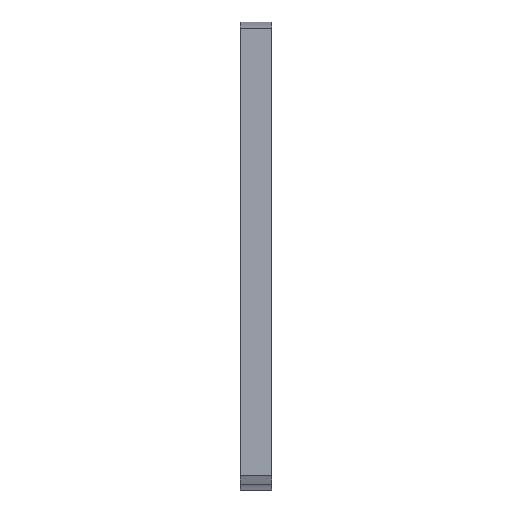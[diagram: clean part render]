
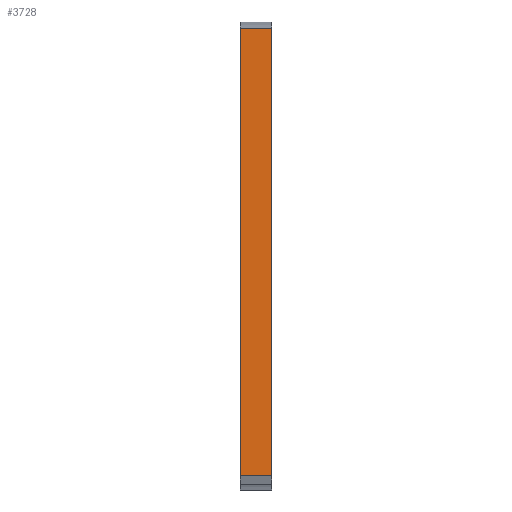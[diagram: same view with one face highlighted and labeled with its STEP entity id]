
A CAD part, left-side view. The second image highlights one B-rep face of the part: STEP entity #3728.
In plain terms, the highlighted planar face has unit normal (-1, 0, 0).
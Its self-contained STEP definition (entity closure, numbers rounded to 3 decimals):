
#24 = CARTESIAN_POINT ( 'NONE',  ( -10.216, 0.3, -0.683 ) ) ;
#29 = AXIS2_PLACEMENT_3D ( 'NONE', #1982, #1954, #3500 ) ;
#153 = CARTESIAN_POINT ( 'NONE',  ( -10.216, 0., -0.683 ) ) ;
#182 = DIRECTION ( 'NONE',  ( 0., -1., 0. ) ) ;
#306 = LINE ( 'NONE', #2702, #2652 ) ;
#406 = LINE ( 'NONE', #3395, #698 ) ;
#614 = ORIENTED_EDGE ( 'NONE', *, *, #724, .T. ) ;
#698 = VECTOR ( 'NONE', #2469, 1000. ) ;
#724 = EDGE_CURVE ( 'NONE', #3608, #2963, #2812, .T. ) ;
#766 = EDGE_LOOP ( 'NONE', ( #1543, #2064, #3756, #614 ) ) ;
#878 = DIRECTION ( 'NONE',  ( 0., 0., 1. ) ) ;
#1184 = CARTESIAN_POINT ( 'NONE',  ( -10.215, 0.3, 3.578 ) ) ;
#1263 = DIRECTION ( 'NONE',  ( 0., 0., 1. ) ) ;
#1424 = FACE_OUTER_BOUND ( 'NONE', #766, .T. ) ;
#1495 = CARTESIAN_POINT ( 'NONE',  ( -10.215, 0., 3.578 ) ) ;
#1536 = CARTESIAN_POINT ( 'NONE',  ( -10.216, 0., -0.683 ) ) ;
#1543 = ORIENTED_EDGE ( 'NONE', *, *, #3584, .T. ) ;
#1659 = LINE ( 'NONE', #1536, #3932 ) ;
#1954 = DIRECTION ( 'NONE',  ( 1., 0., 0. ) ) ;
#1982 = CARTESIAN_POINT ( 'NONE',  ( -10.216, 0.3, -0.683 ) ) ;
#2064 = ORIENTED_EDGE ( 'NONE', *, *, #2381, .F. ) ;
#2381 = EDGE_CURVE ( 'NONE', #3484, #3437, #406, .T. ) ;
#2469 = DIRECTION ( 'NONE',  ( 0., -1., 0. ) ) ;
#2652 = VECTOR ( 'NONE', #878, 1000. ) ;
#2702 = CARTESIAN_POINT ( 'NONE',  ( -10.216, 0.3, -0.683 ) ) ;
#2812 = LINE ( 'NONE', #2917, #3895 ) ;
#2853 = PLANE ( 'NONE',  #29 ) ;
#2917 = CARTESIAN_POINT ( 'NONE',  ( -10.216, 0.3, -0.683 ) ) ;
#2963 = VERTEX_POINT ( 'NONE', #153 ) ;
#3395 = CARTESIAN_POINT ( 'NONE',  ( -10.215, 0.3, 3.578 ) ) ;
#3437 = VERTEX_POINT ( 'NONE', #1495 ) ;
#3484 = VERTEX_POINT ( 'NONE', #1184 ) ;
#3487 = EDGE_CURVE ( 'NONE', #3608, #3484, #306, .T. ) ;
#3500 = DIRECTION ( 'NONE',  ( 0., 0., -1. ) ) ;
#3584 = EDGE_CURVE ( 'NONE', #2963, #3437, #1659, .T. ) ;
#3608 = VERTEX_POINT ( 'NONE', #24 ) ;
#3728 = ADVANCED_FACE ( 'NONE', ( #1424 ), #2853, .F. ) ;
#3756 = ORIENTED_EDGE ( 'NONE', *, *, #3487, .F. ) ;
#3895 = VECTOR ( 'NONE', #182, 1000. ) ;
#3932 = VECTOR ( 'NONE', #1263, 1000. ) ;
